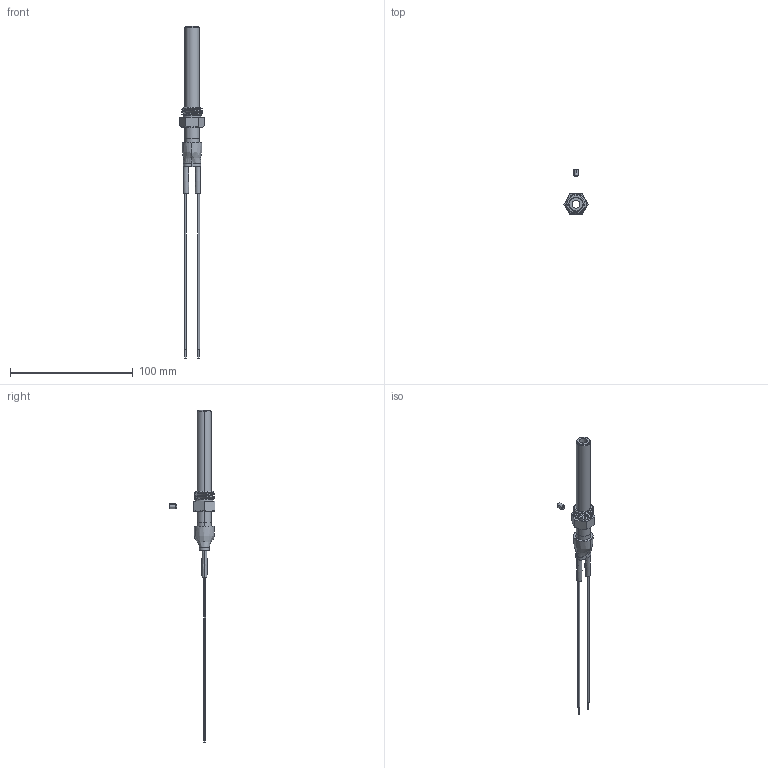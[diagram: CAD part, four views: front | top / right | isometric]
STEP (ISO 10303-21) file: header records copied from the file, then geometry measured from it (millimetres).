
FILE_DESCRIPTION (( 'STEP AP214' ), '1' );
FILE_NAME ('PSx-5-240-B.STEP', '2020-03-16T01:19:16', ( '' ), ( '' ), 'SwSTEP 2.0', 'SolidWorks 2016', '' );
FILE_SCHEMA (( 'AUTOMOTIVE_DESIGN' ));
Length unit declared in the file: millimetre
Products named in the file (10): LCR-240-VCFL_PSx-4_7; FEA-TS012; FEA-KN0_New; FEA-TS003; PSx-1_3_4_5_6_7_Wiring_Assembly_2; PSx-5-240-B; hexagon socket set screw flat point_jis_JIS B 1177 Flat point M4 x 6 --N; PSx-1_3_4_5_6_7_Wiring_Assembly_1; 29071-1; FEA-RG092
Assembly tree (12 placements, depth 3):
  PSx-5-240-B
    LCR-240-VCFL_PSx-4_7
    PSx-1_3_4_5_6_7_Wiring_Assembly_1
      FEA-RG092
      29071-1
      FEA-TS012
    PSx-1_3_4_5_6_7_Wiring_Assembly_2
      FEA-RG092
      29071-1
      FEA-TS012
    hexagon socket set screw flat point_jis_JIS B 1177 Flat point M4 x 6 --N
    FEA-TS003
    FEA-KN0_New
Bounding box: 19.63 x 37.06 x 271 mm (x, y, z)
Volume: 11261.2 mm3; surface area: 13431.3 mm2
Topology: 13 solids, 13 shells, 256 faces, 618 edges, 394 vertices
Faces by surface type: cylinder 106, plane 88, torus 24, bspline 21, cone 17
Entity records: 29652 total; most frequent: CARTESIAN_POINT 23186, ORIENTED_EDGE 964, DIRECTION 949, EDGE_CURVE 482, AXIS2_PLACEMENT_3D 379, VERTEX_POINT 310, EDGE_LOOP 212, FACE_OUTER_BOUND 196
